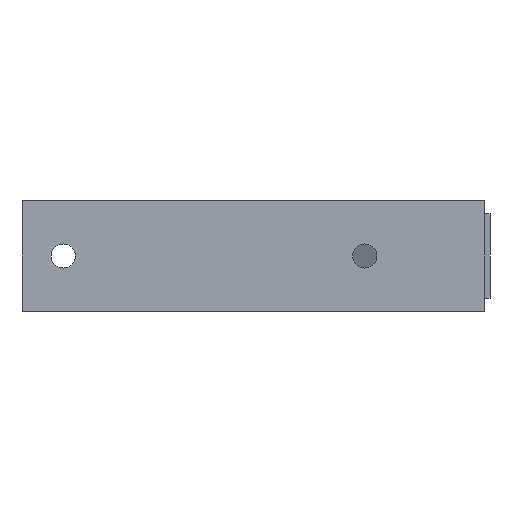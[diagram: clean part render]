
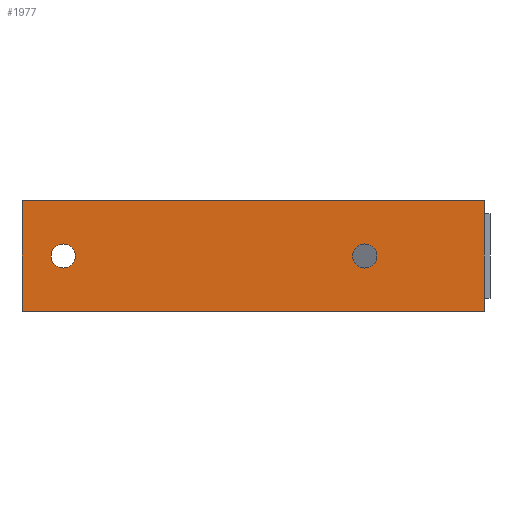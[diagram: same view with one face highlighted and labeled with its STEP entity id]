
A CAD part, left-side view. The second image highlights one B-rep face of the part: STEP entity #1977.
In plain terms, the highlighted planar face has unit normal (-1, 0, 0).
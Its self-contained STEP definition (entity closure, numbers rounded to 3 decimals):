
#42 = CARTESIAN_POINT ( 'NONE',  ( 0., 115., -27.5 ) ) ;
#136 = DIRECTION ( 'NONE',  ( -1., 0., 0. ) ) ;
#152 = DIRECTION ( 'NONE',  ( 0., 0., 1. ) ) ;
#170 = VERTEX_POINT ( 'NONE', #3283 ) ;
#204 = DIRECTION ( 'NONE',  ( 0., 0., -1. ) ) ;
#242 = CARTESIAN_POINT ( 'NONE',  ( 0., 94.5, 6. ) ) ;
#284 = ORIENTED_EDGE ( 'NONE', *, *, #4630, .F. ) ;
#285 = DIRECTION ( 'NONE',  ( 0., 1., 0. ) ) ;
#295 = CARTESIAN_POINT ( 'NONE',  ( 0., -55.5, -6. ) ) ;
#427 = EDGE_CURVE ( 'NONE', #4844, #2486, #3518, .T. ) ;
#565 = CIRCLE ( 'NONE', #2779, 6. ) ;
#583 = EDGE_CURVE ( 'NONE', #913, #610, #565, .T. ) ;
#585 = VECTOR ( 'NONE', #285, 1000. ) ;
#610 = VERTEX_POINT ( 'NONE', #242 ) ;
#642 = DIRECTION ( 'NONE',  ( -1., 0., 0. ) ) ;
#652 = LINE ( 'NONE', #4176, #4842 ) ;
#655 = DIRECTION ( 'NONE',  ( -1., 0., 0. ) ) ;
#853 = ORIENTED_EDGE ( 'NONE', *, *, #2547, .F. ) ;
#913 = VERTEX_POINT ( 'NONE', #4993 ) ;
#958 = CIRCLE ( 'NONE', #4011, 6. ) ;
#962 = VECTOR ( 'NONE', #4645, 1000. ) ;
#966 = EDGE_CURVE ( 'NONE', #1226, #170, #652, .T. ) ;
#1007 = PLANE ( 'NONE',  #2306 ) ;
#1028 = FACE_OUTER_BOUND ( 'NONE', #3007, .T. ) ;
#1219 = EDGE_CURVE ( 'NONE', #610, #913, #2711, .T. ) ;
#1226 = VERTEX_POINT ( 'NONE', #4118 ) ;
#1399 = FACE_BOUND ( 'NONE', #2390, .T. ) ;
#1491 = LINE ( 'NONE', #5081, #962 ) ;
#1786 = DIRECTION ( 'NONE',  ( 0., 0., 1. ) ) ;
#1854 = CARTESIAN_POINT ( 'NONE',  ( 0., -115., -27.5 ) ) ;
#1977 = ADVANCED_FACE ( 'NONE', ( #1399, #3741, #1028 ), #1007, .T. ) ;
#2088 = CARTESIAN_POINT ( 'NONE',  ( 0., 94.5, 0. ) ) ;
#2096 = CARTESIAN_POINT ( 'NONE',  ( 0., 94.5, 0. ) ) ;
#2097 = CARTESIAN_POINT ( 'NONE',  ( 0., -55.5, 0. ) ) ;
#2117 = DIRECTION ( 'NONE',  ( 0., 0., 1. ) ) ;
#2306 = AXIS2_PLACEMENT_3D ( 'NONE', #3355, #655, #1786 ) ;
#2390 = EDGE_LOOP ( 'NONE', ( #3873, #3786 ) ) ;
#2420 = ORIENTED_EDGE ( 'NONE', *, *, #427, .F. ) ;
#2486 = VERTEX_POINT ( 'NONE', #2527 ) ;
#2527 = CARTESIAN_POINT ( 'NONE',  ( 0., -55.5, 6. ) ) ;
#2547 = EDGE_CURVE ( 'NONE', #3781, #2596, #5015, .T. ) ;
#2572 = ORIENTED_EDGE ( 'NONE', *, *, #4436, .F. ) ;
#2596 = VERTEX_POINT ( 'NONE', #42 ) ;
#2711 = CIRCLE ( 'NONE', #2956, 6. ) ;
#2775 = AXIS2_PLACEMENT_3D ( 'NONE', #2097, #2853, #152 ) ;
#2779 = AXIS2_PLACEMENT_3D ( 'NONE', #2088, #136, #2117 ) ;
#2853 = DIRECTION ( 'NONE',  ( -1., 0., 0. ) ) ;
#2911 = CARTESIAN_POINT ( 'NONE',  ( 0., -115., 27.5 ) ) ;
#2956 = AXIS2_PLACEMENT_3D ( 'NONE', #2096, #4091, #3759 ) ;
#2986 = DIRECTION ( 'NONE',  ( 0., 0., 1. ) ) ;
#3007 = EDGE_LOOP ( 'NONE', ( #853, #3074, #4536, #284 ) ) ;
#3074 = ORIENTED_EDGE ( 'NONE', *, *, #3332, .F. ) ;
#3169 = CARTESIAN_POINT ( 'NONE',  ( 0., -115., -27.5 ) ) ;
#3283 = CARTESIAN_POINT ( 'NONE',  ( 0., -115., 27.5 ) ) ;
#3332 = EDGE_CURVE ( 'NONE', #170, #3781, #4544, .T. ) ;
#3355 = CARTESIAN_POINT ( 'NONE',  ( 0., 0., 0. ) ) ;
#3518 = CIRCLE ( 'NONE', #2775, 6. ) ;
#3741 = FACE_BOUND ( 'NONE', #3835, .T. ) ;
#3759 = DIRECTION ( 'NONE',  ( 0., 0., 1. ) ) ;
#3781 = VERTEX_POINT ( 'NONE', #3169 ) ;
#3786 = ORIENTED_EDGE ( 'NONE', *, *, #583, .F. ) ;
#3790 = CARTESIAN_POINT ( 'NONE',  ( 0., -55.5, 0. ) ) ;
#3835 = EDGE_LOOP ( 'NONE', ( #2572, #2420 ) ) ;
#3873 = ORIENTED_EDGE ( 'NONE', *, *, #1219, .F. ) ;
#4011 = AXIS2_PLACEMENT_3D ( 'NONE', #3790, #642, #2986 ) ;
#4091 = DIRECTION ( 'NONE',  ( -1., 0., 0. ) ) ;
#4095 = VECTOR ( 'NONE', #204, 1000. ) ;
#4118 = CARTESIAN_POINT ( 'NONE',  ( 0., 115., 27.5 ) ) ;
#4128 = DIRECTION ( 'NONE',  ( 0., -1., 0. ) ) ;
#4176 = CARTESIAN_POINT ( 'NONE',  ( 0., -115., 27.5 ) ) ;
#4436 = EDGE_CURVE ( 'NONE', #2486, #4844, #958, .T. ) ;
#4536 = ORIENTED_EDGE ( 'NONE', *, *, #966, .F. ) ;
#4544 = LINE ( 'NONE', #2911, #4095 ) ;
#4630 = EDGE_CURVE ( 'NONE', #2596, #1226, #1491, .T. ) ;
#4645 = DIRECTION ( 'NONE',  ( 0., 0., 1. ) ) ;
#4842 = VECTOR ( 'NONE', #4128, 1000. ) ;
#4844 = VERTEX_POINT ( 'NONE', #295 ) ;
#4993 = CARTESIAN_POINT ( 'NONE',  ( 0., 94.5, -6. ) ) ;
#5015 = LINE ( 'NONE', #1854, #585 ) ;
#5081 = CARTESIAN_POINT ( 'NONE',  ( 0., 115., 27.5 ) ) ;
